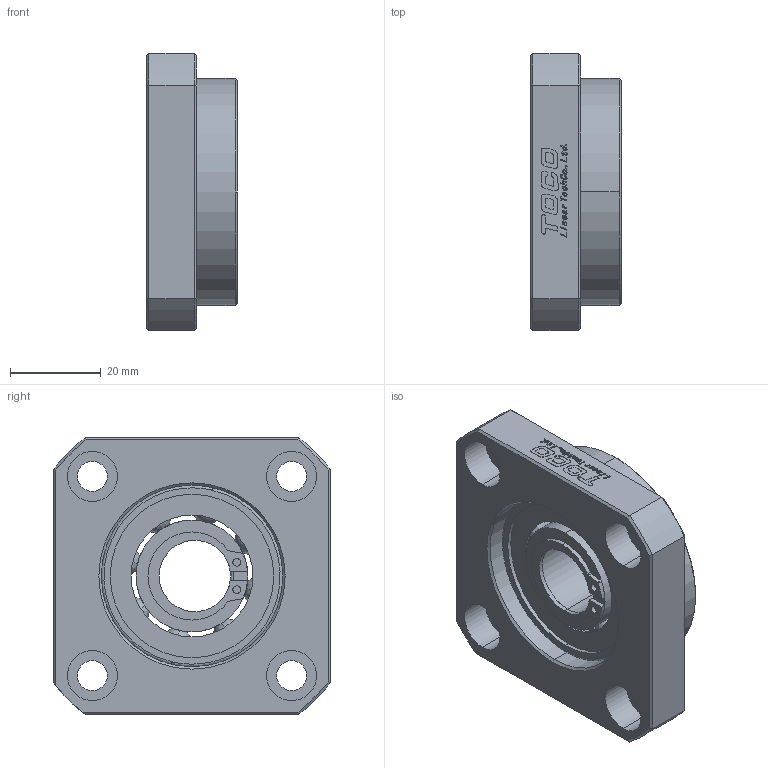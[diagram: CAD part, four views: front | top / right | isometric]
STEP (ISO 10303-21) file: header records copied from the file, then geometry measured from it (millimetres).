
FILE_DESCRIPTION (( 'STEP AP214' ), '1' );
FILE_NAME ('FF17.STEP', '2019-04-04T09:18:45', ( '' ), ( '' ), 'SwSTEP 2.0', 'SolidWorks 2015', '' );
FILE_SCHEMA (( 'AUTOMOTIVE_DESIGN' ));
Length unit declared in the file: millimetre
Products named in the file (1): FF17
Bounding box: 20 x 61 x 61 mm (x, y, z)
Volume: 36830.2 mm3; surface area: 20795.2 mm2
Topology: 3 solids, 3 shells, 755 faces, 2156 edges, 1432 vertices
Faces by surface type: plane 565, bspline 113, cylinder 64, cone 13
Entity records: 28523 total; most frequent: CARTESIAN_POINT 9441, ORIENTED_EDGE 4312, DIRECTION 3409, EDGE_CURVE 2156, LINE 1577, VECTOR 1577, VERTEX_POINT 1432, AXIS2_PLACEMENT_3D 916
